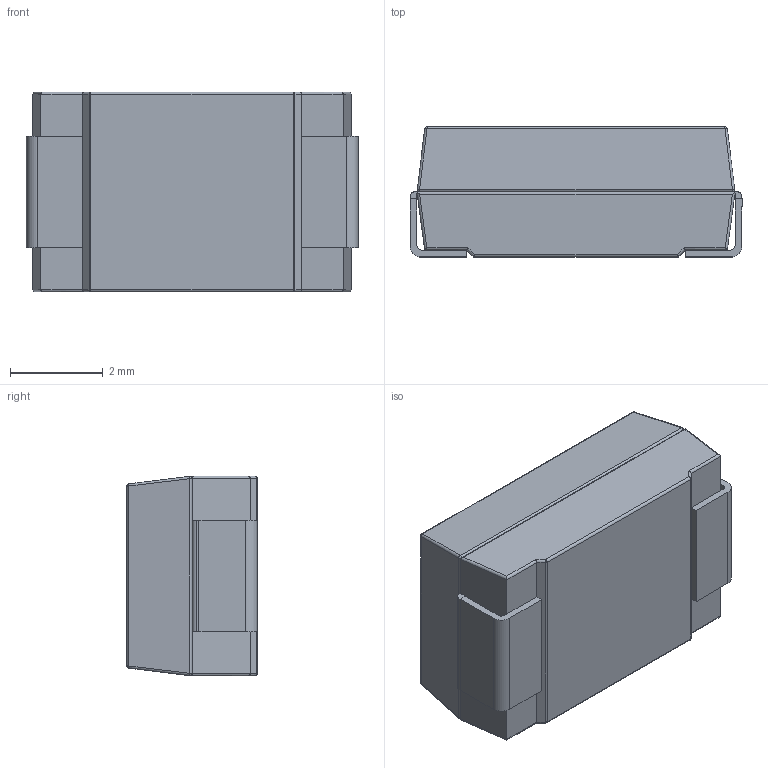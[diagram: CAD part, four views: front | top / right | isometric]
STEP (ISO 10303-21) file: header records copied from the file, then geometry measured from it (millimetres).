
FILE_DESCRIPTION (( 'STEP AP214' ), '1' );
FILE_NAME ('Tantalum Case D.STEP', '2018-02-09T09:42:32', ( '' ), ( '' ), 'SwSTEP 2.0', 'SolidWorks 2014', '' );
FILE_SCHEMA (( 'AUTOMOTIVE_DESIGN' ));
Length unit declared in the file: inch
Products named in the file (1): Tantalum Case D
Bounding box: 7.14 x 2.8 x 4.3 mm (x, y, z)
Volume: 79 mm3; surface area: 199.2 mm2
Topology: 8 solids, 8 shells, 105 faces, 227 edges, 132 vertices
Faces by surface type: plane 55, cylinder 36, bspline 14
Entity records: 4383 total; most frequent: CARTESIAN_POINT 717, DIRECTION 445, ORIENTED_EDGE 442, EDGE_CURVE 221, VECTOR 149, LINE 149, AXIS2_PLACEMENT_3D 148, VERTEX_POINT 132
